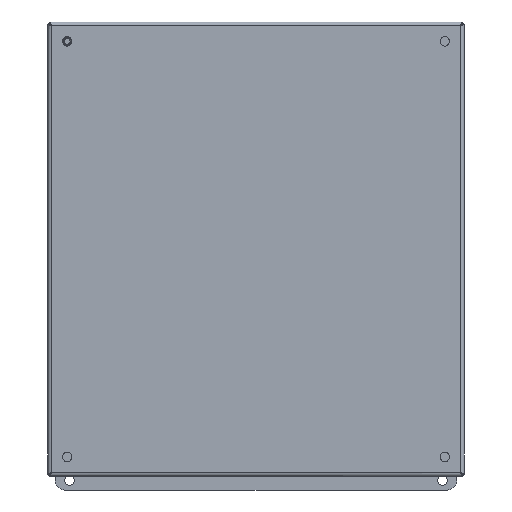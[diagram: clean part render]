
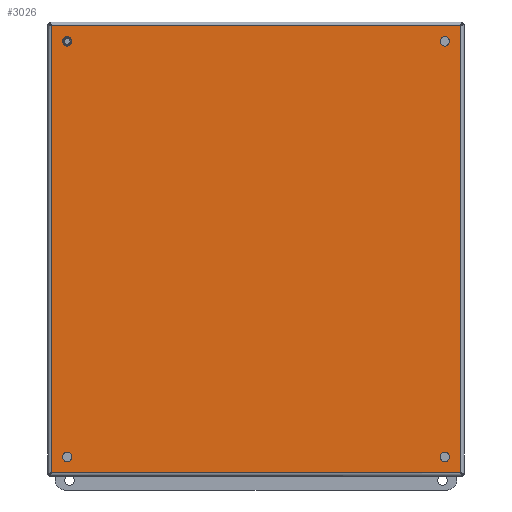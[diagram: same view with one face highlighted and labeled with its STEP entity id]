
A CAD part, front view. The second image highlights one B-rep face of the part: STEP entity #3026.
In plain terms, the highlighted planar face has unit normal (0, -1, 0).
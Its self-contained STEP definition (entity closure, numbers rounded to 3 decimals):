
#3026 = ADVANCED_FACE( '', ( #6652, #6653, #6654, #6655, #6656 ), #6657, .T. );
#6652 = FACE_BOUND( '', #11153, .T. );
#6653 = FACE_BOUND( '', #11154, .T. );
#6654 = FACE_BOUND( '', #11155, .T. );
#6655 = FACE_BOUND( '', #11156, .T. );
#6656 = FACE_OUTER_BOUND( '', #11157, .T. );
#6657 = PLANE( '', #11158 );
#11153 = EDGE_LOOP( '', ( #22167 ) );
#11154 = EDGE_LOOP( '', ( #22168 ) );
#11155 = EDGE_LOOP( '', ( #22169 ) );
#11156 = EDGE_LOOP( '', ( #22170 ) );
#11157 = EDGE_LOOP( '', ( #22171, #22172, #22173, #22174 ) );
#11158 = AXIS2_PLACEMENT_3D( '', #22175, #22176, #22177 );
#22167 = ORIENTED_EDGE( '', *, *, #30460, .T. );
#22168 = ORIENTED_EDGE( '', *, *, #30925, .T. );
#22169 = ORIENTED_EDGE( '', *, *, #30685, .T. );
#22170 = ORIENTED_EDGE( '', *, *, #30926, .T. );
#22171 = ORIENTED_EDGE( '', *, *, #30927, .T. );
#22172 = ORIENTED_EDGE( '', *, *, #30928, .F. );
#22173 = ORIENTED_EDGE( '', *, *, #28801, .T. );
#22174 = ORIENTED_EDGE( '', *, *, #28151, .T. );
#22175 = CARTESIAN_POINT( '', ( 0., 0., 0. ) );
#22176 = DIRECTION( '', ( 0., -1., 0. ) );
#22177 = DIRECTION( '', ( 0., 0., -1. ) );
#28151 = EDGE_CURVE( '', #32721, #32719, #32722, .T. );
#28801 = EDGE_CURVE( '', #32776, #32721, #33813, .T. );
#30460 = EDGE_CURVE( '', #36369, #36369, #36370, .T. );
#30685 = EDGE_CURVE( '', #36658, #36658, #36659, .T. );
#30925 = EDGE_CURVE( '', #36946, #36946, #36947, .T. );
#30926 = EDGE_CURVE( '', #36948, #36948, #36949, .T. );
#30927 = EDGE_CURVE( '', #32719, #33334, #36950, .T. );
#30928 = EDGE_CURVE( '', #32776, #33334, #36951, .T. );
#32719 = VERTEX_POINT( '', #40442 );
#32721 = VERTEX_POINT( '', #40453 );
#32722 = LINE( '', #40454, #40455 );
#32776 = VERTEX_POINT( '', #40692 );
#33334 = VERTEX_POINT( '', #42443 );
#33813 = LINE( '', #43664, #43665 );
#36369 = VERTEX_POINT( '', #52113 );
#36370 = CIRCLE( '', #52114, 3.175 );
#36658 = VERTEX_POINT( '', #52836 );
#36659 = CIRCLE( '', #52837, 3.175 );
#36946 = VERTEX_POINT( '', #53568 );
#36947 = CIRCLE( '', #53569, 3.175 );
#36948 = VERTEX_POINT( '', #53570 );
#36949 = CIRCLE( '', #53571, 3.175 );
#36950 = LINE( '', #53572, #53573 );
#36951 = LINE( '', #53574, #53575 );
#40442 = CARTESIAN_POINT( '', ( -137.681, 0., -150.381 ) );
#40453 = CARTESIAN_POINT( '', ( -137.681, 0., 150.381 ) );
#40454 = CARTESIAN_POINT( '', ( -137.681, 0., -152.718 ) );
#40455 = VECTOR( '', #56046, 1000. );
#40692 = CARTESIAN_POINT( '', ( 137.681, 0., 150.381 ) );
#42443 = CARTESIAN_POINT( '', ( 137.681, 0., -150.381 ) );
#43664 = CARTESIAN_POINT( '', ( -140.018, 0., 150.381 ) );
#43665 = VECTOR( '', #56350, 1000. );
#52113 = CARTESIAN_POINT( '', ( 130.175, 0., 139.7 ) );
#52114 = AXIS2_PLACEMENT_3D( '', #56979, #56980, #56981 );
#52836 = CARTESIAN_POINT( '', ( -123.825, 0., 139.7 ) );
#52837 = AXIS2_PLACEMENT_3D( '', #57074, #57075, #57076 );
#53568 = CARTESIAN_POINT( '', ( 130.175, 0., -139.7 ) );
#53569 = AXIS2_PLACEMENT_3D( '', #57192, #57193, #57194 );
#53570 = CARTESIAN_POINT( '', ( -123.825, 0., -139.7 ) );
#53571 = AXIS2_PLACEMENT_3D( '', #57195, #57196, #57197 );
#53572 = CARTESIAN_POINT( '', ( 137.681, 0., -150.381 ) );
#53573 = VECTOR( '', #57198, 1000. );
#53574 = CARTESIAN_POINT( '', ( 137.681, 0., 150.381 ) );
#53575 = VECTOR( '', #57199, 1000. );
#56046 = DIRECTION( '', ( 0., 0., -1. ) );
#56350 = DIRECTION( '', ( -1., 0., 0. ) );
#56979 = CARTESIAN_POINT( '', ( 127., 0., 139.7 ) );
#56980 = DIRECTION( '', ( 0., 1., 0. ) );
#56981 = DIRECTION( '', ( 1., 0., 0. ) );
#57074 = CARTESIAN_POINT( '', ( -127., 0., 139.7 ) );
#57075 = DIRECTION( '', ( 0., 1., 0. ) );
#57076 = DIRECTION( '', ( 1., 0., 0. ) );
#57192 = CARTESIAN_POINT( '', ( 127., 0., -139.7 ) );
#57193 = DIRECTION( '', ( 0., 1., 0. ) );
#57194 = DIRECTION( '', ( 1., 0., 0. ) );
#57195 = CARTESIAN_POINT( '', ( -127., 0., -139.7 ) );
#57196 = DIRECTION( '', ( 0., 1., 0. ) );
#57197 = DIRECTION( '', ( 1., 0., 0. ) );
#57198 = DIRECTION( '', ( 1., 0., 0. ) );
#57199 = DIRECTION( '', ( 0., 0., -1. ) );
